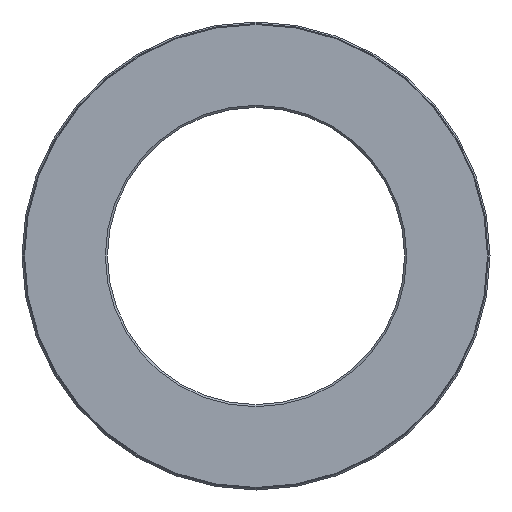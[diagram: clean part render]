
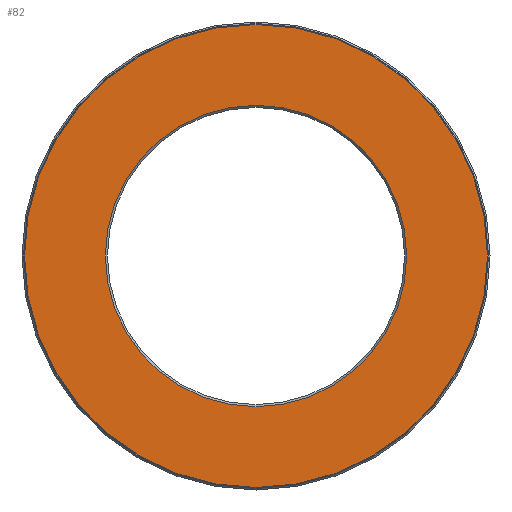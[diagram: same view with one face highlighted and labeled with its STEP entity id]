
A CAD part, front view. The second image highlights one B-rep face of the part: STEP entity #82.
In plain terms, the highlighted planar face has unit normal (0, -1, 0).
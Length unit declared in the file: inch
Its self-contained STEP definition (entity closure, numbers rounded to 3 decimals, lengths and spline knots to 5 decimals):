
#56 = EDGE_CURVE ( 'NONE', #313, #313, #128, .T. ) ;
#58 = FACE_OUTER_BOUND ( 'NONE', #559, .T. ) ;
#82 = ADVANCED_FACE ( 'NONE', ( #58, #412 ), #236, .F. ) ;
#102 = ORIENTED_EDGE ( 'NONE', *, *, #345, .T. ) ;
#128 = CIRCLE ( 'NONE', #425, 2.2875 ) ;
#147 = CARTESIAN_POINT ( 'NONE',  ( 0., 0., 0. ) ) ;
#161 = DIRECTION ( 'NONE',  ( 0., 1., 0. ) ) ;
#181 = CARTESIAN_POINT ( 'NONE',  ( 0., 0., 0. ) ) ;
#187 = EDGE_LOOP ( 'NONE', ( #102 ) ) ;
#236 = PLANE ( 'NONE',  #392 ) ;
#272 = CARTESIAN_POINT ( 'NONE',  ( 0., 0., 2.2875 ) ) ;
#293 = DIRECTION ( 'NONE',  ( 0., 0., 1. ) ) ;
#312 = CARTESIAN_POINT ( 'NONE',  ( 0., 0., 0. ) ) ;
#313 = VERTEX_POINT ( 'NONE', #272 ) ;
#335 = CIRCLE ( 'NONE', #522, 1.48875 ) ;
#345 = EDGE_CURVE ( 'NONE', #399, #399, #335, .T. ) ;
#379 = DIRECTION ( 'NONE',  ( 0., 0., 1. ) ) ;
#384 = DIRECTION ( 'NONE',  ( 0., 1., 0. ) ) ;
#392 = AXIS2_PLACEMENT_3D ( 'NONE', #147, #474, #293 ) ;
#399 = VERTEX_POINT ( 'NONE', #501 ) ;
#412 = FACE_BOUND ( 'NONE', #187, .T. ) ;
#425 = AXIS2_PLACEMENT_3D ( 'NONE', #181, #384, #379 ) ;
#474 = DIRECTION ( 'NONE',  ( 0., 1., 0. ) ) ;
#501 = CARTESIAN_POINT ( 'NONE',  ( 0., 0., 1.48875 ) ) ;
#522 = AXIS2_PLACEMENT_3D ( 'NONE', #312, #161, #582 ) ;
#559 = EDGE_LOOP ( 'NONE', ( #600 ) ) ;
#582 = DIRECTION ( 'NONE',  ( 0., 0., 1. ) ) ;
#600 = ORIENTED_EDGE ( 'NONE', *, *, #56, .F. ) ;
